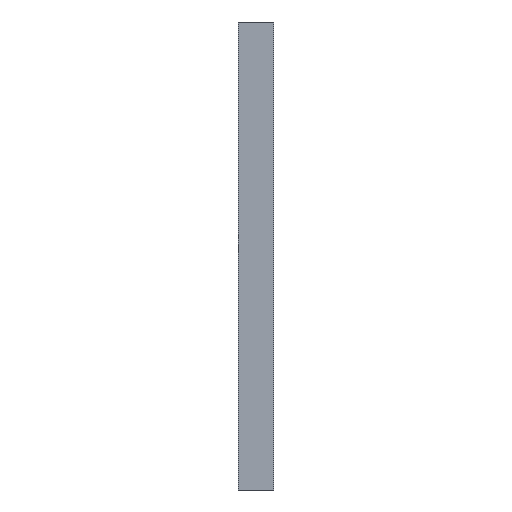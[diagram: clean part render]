
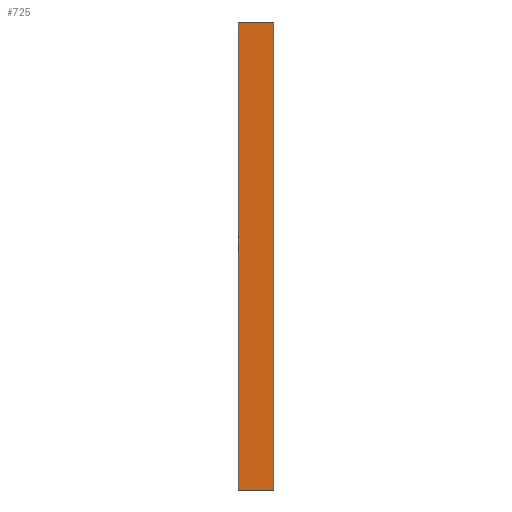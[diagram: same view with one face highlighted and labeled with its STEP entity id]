
A CAD part, left-side view. The second image highlights one B-rep face of the part: STEP entity #725.
In plain terms, the highlighted planar face has unit normal (-1, 0, 0).
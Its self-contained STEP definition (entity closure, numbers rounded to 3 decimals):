
#13 = CARTESIAN_POINT ( 'NONE',  ( -50., 7.6, 50. ) ) ;
#14 = CARTESIAN_POINT ( 'NONE',  ( -50., 0., -50. ) ) ;
#47 = VERTEX_POINT ( 'NONE', #14 ) ;
#49 = LINE ( 'NONE', #523, #540 ) ;
#81 = VERTEX_POINT ( 'NONE', #109 ) ;
#109 = CARTESIAN_POINT ( 'NONE',  ( -50., 0., 50. ) ) ;
#110 = FACE_OUTER_BOUND ( 'NONE', #806, .T. ) ;
#126 = DIRECTION ( 'NONE',  ( 1., 0., 0. ) ) ;
#182 = VECTOR ( 'NONE', #290, 1000. ) ;
#195 = VECTOR ( 'NONE', #731, 1000. ) ;
#260 = CARTESIAN_POINT ( 'NONE',  ( -50., 7.6, 50. ) ) ;
#290 = DIRECTION ( 'NONE',  ( 0., -1., 0. ) ) ;
#365 = CARTESIAN_POINT ( 'NONE',  ( -50., 7.6, -50. ) ) ;
#381 = VERTEX_POINT ( 'NONE', #460 ) ;
#386 = DIRECTION ( 'NONE',  ( 0., -1., 0. ) ) ;
#422 = EDGE_CURVE ( 'NONE', #381, #81, #588, .T. ) ;
#433 = AXIS2_PLACEMENT_3D ( 'NONE', #260, #126, #586 ) ;
#435 = CARTESIAN_POINT ( 'NONE',  ( -50., 7.6, 50. ) ) ;
#447 = DIRECTION ( 'NONE',  ( 0., 0., 1. ) ) ;
#453 = VECTOR ( 'NONE', #447, 1000. ) ;
#460 = CARTESIAN_POINT ( 'NONE',  ( -50., 7.6, 50. ) ) ;
#523 = CARTESIAN_POINT ( 'NONE',  ( -50., 7.6, -50. ) ) ;
#540 = VECTOR ( 'NONE', #386, 1000. ) ;
#544 = ORIENTED_EDGE ( 'NONE', *, *, #422, .F. ) ;
#586 = DIRECTION ( 'NONE',  ( 0., 0., -1. ) ) ;
#588 = LINE ( 'NONE', #13, #182 ) ;
#621 = VERTEX_POINT ( 'NONE', #365 ) ;
#666 = PLANE ( 'NONE',  #433 ) ;
#693 = EDGE_CURVE ( 'NONE', #621, #381, #784, .T. ) ;
#701 = ORIENTED_EDGE ( 'NONE', *, *, #693, .F. ) ;
#719 = EDGE_CURVE ( 'NONE', #621, #47, #49, .T. ) ;
#723 = LINE ( 'NONE', #859, #195 ) ;
#725 = ADVANCED_FACE ( 'NONE', ( #110 ), #666, .F. ) ;
#731 = DIRECTION ( 'NONE',  ( 0., 0., 1. ) ) ;
#732 = ORIENTED_EDGE ( 'NONE', *, *, #761, .T. ) ;
#761 = EDGE_CURVE ( 'NONE', #47, #81, #723, .T. ) ;
#784 = LINE ( 'NONE', #435, #453 ) ;
#806 = EDGE_LOOP ( 'NONE', ( #732, #544, #701, #809 ) ) ;
#809 = ORIENTED_EDGE ( 'NONE', *, *, #719, .T. ) ;
#859 = CARTESIAN_POINT ( 'NONE',  ( -50., 0., 50. ) ) ;
